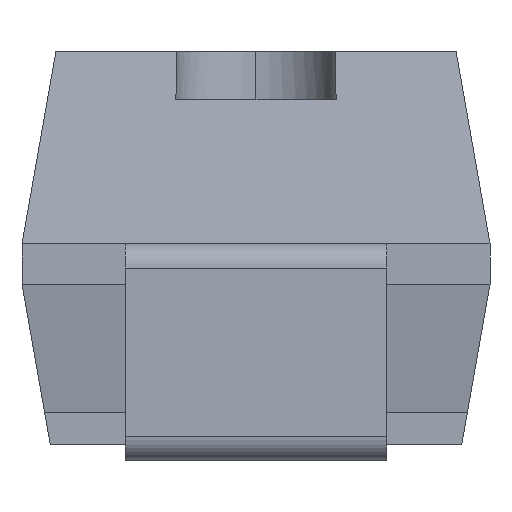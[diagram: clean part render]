
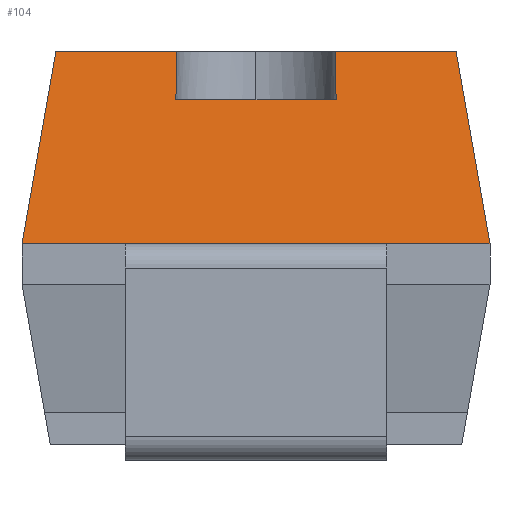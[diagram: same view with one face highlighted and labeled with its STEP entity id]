
A CAD part, left-side view. The second image highlights one B-rep face of the part: STEP entity #104.
In plain terms, the highlighted planar face has unit normal (-0.985, 0, 0.174).
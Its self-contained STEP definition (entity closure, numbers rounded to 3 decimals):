
#20 = EDGE_CURVE ( 'NONE', #1539, #1399, #647, .T. ) ;
#42 = LINE ( 'NONE', #480, #1366 ) ;
#99 = ORIENTED_EDGE ( 'NONE', *, *, #1095, .F. ) ;
#104 = ADVANCED_FACE ( 'NONE', ( #1122 ), #1131, .T. ) ;
#111 = VECTOR ( 'NONE', #273, 1000. ) ;
#136 = ORIENTED_EDGE ( 'NONE', *, *, #916, .T. ) ;
#150 = DIRECTION ( 'NONE',  ( 0., -1., 0. ) ) ;
#151 = CARTESIAN_POINT ( 'NONE',  ( -2.091, -0.497, 1.101 ) ) ;
#171 = CARTESIAN_POINT ( 'NONE',  ( -2.126, -0.5, 0.9 ) ) ;
#187 = DIRECTION ( 'NONE',  ( 0., -1., 0. ) ) ;
#232 = ORIENTED_EDGE ( 'NONE', *, *, #1290, .T. ) ;
#246 = ORIENTED_EDGE ( 'NONE', *, *, #1016, .T. ) ;
#268 = DIRECTION ( 'NONE',  ( 0., -1., 0. ) ) ;
#269 = CARTESIAN_POINT ( 'NONE',  ( -2.109, 0.499, 1. ) ) ;
#273 = DIRECTION ( 'NONE',  ( 0., -1., 0. ) ) ;
#329 = EDGE_CURVE ( 'NONE', #1594, #1294, #1449, .T. ) ;
#332 =( BOUNDED_CURVE ( )  B_SPLINE_CURVE ( 3, ( #1310, #269, #697, #418 ),
 .UNSPECIFIED., .F., .F. ) 
 B_SPLINE_CURVE_WITH_KNOTS ( ( 4, 4 ),
 ( 4.749, 4.855 ),
 .UNSPECIFIED. ) 
 CURVE ( )  GEOMETRIC_REPRESENTATION_ITEM ( )  RATIONAL_B_SPLINE_CURVE ( ( 1., 0.999, 0.999, 1. ) ) 
 REPRESENTATION_ITEM ( '' )  );
#369 = DIRECTION ( 'NONE',  ( -0.985, 0., 0.174 ) ) ;
#371 = LINE ( 'NONE', #831, #1089 ) ;
#387 = ORIENTED_EDGE ( 'NONE', *, *, #1752, .F. ) ;
#405 = CARTESIAN_POINT ( 'NONE',  ( -2.285, 1.46, 0. ) ) ;
#418 = CARTESIAN_POINT ( 'NONE',  ( -2.073, 0.495, 1.2 ) ) ;
#433 = VECTOR ( 'NONE', #268, 1000. ) ;
#445 = CARTESIAN_POINT ( 'NONE',  ( -2.126, 1.46, 0.9 ) ) ;
#474 = CARTESIAN_POINT ( 'NONE',  ( -2.073, -0.495, 1.2 ) ) ;
#480 = CARTESIAN_POINT ( 'NONE',  ( -2.285, 1.46, 0. ) ) ;
#535 = DIRECTION ( 'NONE',  ( 0.174, 0., 0.985 ) ) ;
#548 = VERTEX_POINT ( 'NONE', #997 ) ;
#583 = LINE ( 'NONE', #1464, #1806 ) ;
#612 = AXIS2_PLACEMENT_3D ( 'NONE', #1376, #369, #535 ) ;
#647 =( BOUNDED_CURVE ( )  B_SPLINE_CURVE ( 3, ( #1741, #151, #1465, #873 ),
 .UNSPECIFIED., .F., .T. ) 
 B_SPLINE_CURVE_WITH_KNOTS ( ( 4, 4 ),
 ( 1.428, 1.535 ),
 .UNSPECIFIED. ) 
 CURVE ( )  GEOMETRIC_REPRESENTATION_ITEM ( )  RATIONAL_B_SPLINE_CURVE ( ( 1., 0.999, 0.999, 1. ) ) 
 REPRESENTATION_ITEM ( '' )  );
#697 = CARTESIAN_POINT ( 'NONE',  ( -2.091, 0.497, 1.101 ) ) ;
#755 = VECTOR ( 'NONE', #897, 1000. ) ;
#803 = CARTESIAN_POINT ( 'NONE',  ( -2.126, 0.5, 0.9 ) ) ;
#831 = CARTESIAN_POINT ( 'NONE',  ( -2.073, 1.46, 1.2 ) ) ;
#838 = VECTOR ( 'NONE', #1153, 1000. ) ;
#873 = CARTESIAN_POINT ( 'NONE',  ( -2.126, -0.5, 0.9 ) ) ;
#892 = VERTEX_POINT ( 'NONE', #1680 ) ;
#897 = DIRECTION ( 'NONE',  ( 0., -1., 0. ) ) ;
#900 = VERTEX_POINT ( 'NONE', #1776 ) ;
#916 = EDGE_CURVE ( 'NONE', #900, #962, #42, .T. ) ;
#958 = CARTESIAN_POINT ( 'NONE',  ( -2.285, 0.815, 0. ) ) ;
#962 = VERTEX_POINT ( 'NONE', #958 ) ;
#964 = CARTESIAN_POINT ( 'NONE',  ( -2.073, -1.248, 1.2 ) ) ;
#974 = LINE ( 'NONE', #1583, #838 ) ;
#997 = CARTESIAN_POINT ( 'NONE',  ( -2.073, 0.495, 1.2 ) ) ;
#1016 = EDGE_CURVE ( 'NONE', #892, #900, #974, .T. ) ;
#1035 = VECTOR ( 'NONE', #1187, 1000. ) ;
#1087 = EDGE_CURVE ( 'NONE', #962, #1594, #1188, .T. ) ;
#1089 = VECTOR ( 'NONE', #1255, 1000. ) ;
#1095 = EDGE_CURVE ( 'NONE', #892, #548, #583, .T. ) ;
#1122 = FACE_OUTER_BOUND ( 'NONE', #1793, .T. ) ;
#1129 = ORIENTED_EDGE ( 'NONE', *, *, #1087, .T. ) ;
#1131 = PLANE ( 'NONE',  #612 ) ;
#1153 = DIRECTION ( 'NONE',  ( -0.171, 0.171, -0.97 ) ) ;
#1187 = DIRECTION ( 'NONE',  ( -0.171, -0.171, -0.97 ) ) ;
#1188 = LINE ( 'NONE', #1453, #755 ) ;
#1190 = LINE ( 'NONE', #445, #111 ) ;
#1218 = EDGE_CURVE ( 'NONE', #1539, #1249, #371, .T. ) ;
#1234 = ORIENTED_EDGE ( 'NONE', *, *, #1218, .F. ) ;
#1249 = VERTEX_POINT ( 'NONE', #964 ) ;
#1251 = VERTEX_POINT ( 'NONE', #803 ) ;
#1255 = DIRECTION ( 'NONE',  ( 0., -1., 0. ) ) ;
#1280 = CARTESIAN_POINT ( 'NONE',  ( -2.285, -1.46, 0. ) ) ;
#1290 = EDGE_CURVE ( 'NONE', #1251, #548, #332, .T. ) ;
#1294 = VERTEX_POINT ( 'NONE', #1280 ) ;
#1304 = LINE ( 'NONE', #1569, #1035 ) ;
#1310 = CARTESIAN_POINT ( 'NONE',  ( -2.126, 0.5, 0.9 ) ) ;
#1318 = ORIENTED_EDGE ( 'NONE', *, *, #20, .T. ) ;
#1366 = VECTOR ( 'NONE', #187, 1000. ) ;
#1376 = CARTESIAN_POINT ( 'NONE',  ( -2.285, 1.46, 0. ) ) ;
#1399 = VERTEX_POINT ( 'NONE', #171 ) ;
#1449 = LINE ( 'NONE', #405, #433 ) ;
#1453 = CARTESIAN_POINT ( 'NONE',  ( -2.285, 1.46, 0. ) ) ;
#1464 = CARTESIAN_POINT ( 'NONE',  ( -2.073, 1.46, 1.2 ) ) ;
#1465 = CARTESIAN_POINT ( 'NONE',  ( -2.109, -0.499, 1. ) ) ;
#1539 = VERTEX_POINT ( 'NONE', #474 ) ;
#1569 = CARTESIAN_POINT ( 'NONE',  ( -2.285, -1.46, 0. ) ) ;
#1583 = CARTESIAN_POINT ( 'NONE',  ( -2.285, 1.46, 0. ) ) ;
#1594 = VERTEX_POINT ( 'NONE', #1827 ) ;
#1650 = ORIENTED_EDGE ( 'NONE', *, *, #1851, .F. ) ;
#1680 = CARTESIAN_POINT ( 'NONE',  ( -2.073, 1.248, 1.2 ) ) ;
#1732 = ORIENTED_EDGE ( 'NONE', *, *, #329, .T. ) ;
#1741 = CARTESIAN_POINT ( 'NONE',  ( -2.073, -0.495, 1.2 ) ) ;
#1752 = EDGE_CURVE ( 'NONE', #1251, #1399, #1190, .T. ) ;
#1776 = CARTESIAN_POINT ( 'NONE',  ( -2.285, 1.46, 0. ) ) ;
#1793 = EDGE_LOOP ( 'NONE', ( #1234, #1318, #387, #232, #99, #246, #136, #1129, #1732, #1650 ) ) ;
#1806 = VECTOR ( 'NONE', #150, 1000. ) ;
#1827 = CARTESIAN_POINT ( 'NONE',  ( -2.285, -0.815, 0. ) ) ;
#1851 = EDGE_CURVE ( 'NONE', #1249, #1294, #1304, .T. ) ;
